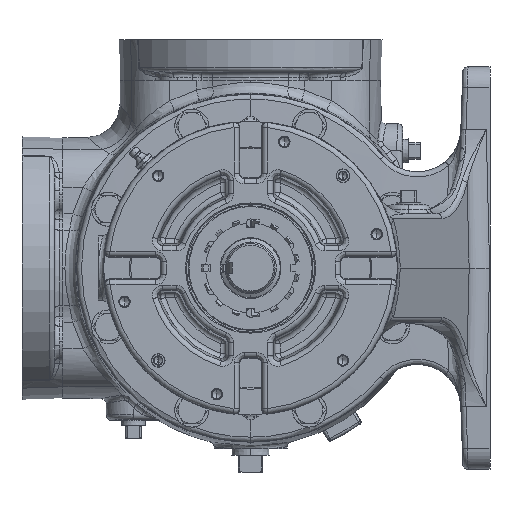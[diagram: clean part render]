
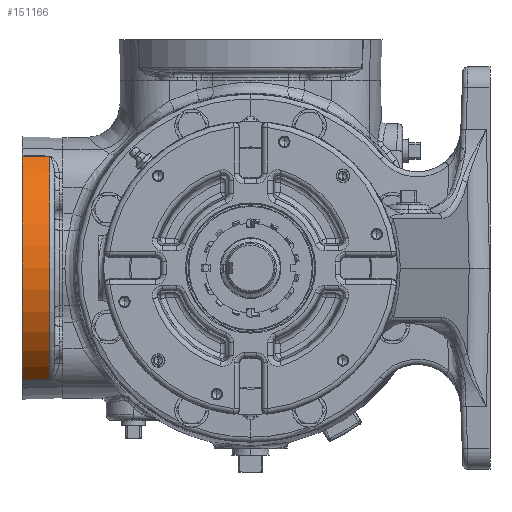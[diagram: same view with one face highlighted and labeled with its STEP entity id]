
A CAD part, left-side view. The second image highlights one B-rep face of the part: STEP entity #151166.
In plain terms, the highlighted conical face has half-angle 2 degrees and reference radius 76.351 mm.
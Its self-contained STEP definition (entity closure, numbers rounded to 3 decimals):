
#10706 = DIRECTION ( 'NONE',  ( 1., 0., 0. ) ) ;
#11110 = ORIENTED_EDGE ( 'NONE', *, *, #12452, .F. ) ;
#12452 = EDGE_CURVE ( 'NONE', #138682, #47126, #150923, .T. ) ;
#18591 = CARTESIAN_POINT ( 'NONE',  ( 31.875, 117.242, 64.965 ) ) ;
#28498 = ORIENTED_EDGE ( 'NONE', *, *, #201620, .T. ) ;
#35565 = VERTEX_POINT ( 'NONE', #18591 ) ;
#45174 = AXIS2_PLACEMENT_3D ( 'NONE', #133852, #66274, #99508 ) ;
#47126 = VERTEX_POINT ( 'NONE', #212881 ) ;
#53763 = CARTESIAN_POINT ( 'NONE',  ( 31.542, 133.35, -65.422 ) ) ;
#55738 = AXIS2_PLACEMENT_3D ( 'NONE', #97843, #165538, #10706 ) ;
#60321 = CARTESIAN_POINT ( 'NONE',  ( 31.653, 127.981, -65.269 ) ) ;
#66274 = DIRECTION ( 'NONE',  ( 0., 1., 0. ) ) ;
#70397 = EDGE_CURVE ( 'NONE', #138682, #163150, #180134, .T. ) ;
#76899 = ORIENTED_EDGE ( 'NONE', *, *, #170353, .T. ) ;
#78616 = CARTESIAN_POINT ( 'NONE',  ( 31.764, 122.611, -65.117 ) ) ;
#83747 = CARTESIAN_POINT ( 'NONE',  ( 31.764, 122.611, 65.117 ) ) ;
#97843 = CARTESIAN_POINT ( 'NONE',  ( 70.612, 133.35, 0. ) ) ;
#99508 = DIRECTION ( 'NONE',  ( 1., 0., 0. ) ) ;
#114170 = AXIS2_PLACEMENT_3D ( 'NONE', #119698, #206831, #139148 ) ;
#115256 = CARTESIAN_POINT ( 'NONE',  ( 31.542, 133.35, -65.422 ) ) ;
#119698 = CARTESIAN_POINT ( 'NONE',  ( 70.612, 117.242, 0. ) ) ;
#130190 = CARTESIAN_POINT ( 'NONE',  ( 31.875, 117.242, -64.965 ) ) ;
#133852 = CARTESIAN_POINT ( 'NONE',  ( 70.612, 137.668, 0. ) ) ;
#135309 = CARTESIAN_POINT ( 'NONE',  ( 31.653, 127.981, 65.269 ) ) ;
#138682 = VERTEX_POINT ( 'NONE', #53763 ) ;
#139148 = DIRECTION ( 'NONE',  ( -1., 0., 0. ) ) ;
#144826 = ORIENTED_EDGE ( 'NONE', *, *, #70397, .T. ) ;
#146422 = B_SPLINE_CURVE_WITH_KNOTS ( 'NONE', 3,
 ( #222462, #83747, #135309, #205264 ),
 .UNSPECIFIED., .F., .F.,
 ( 4, 4 ),
 ( 0., 0.016 ),
 .UNSPECIFIED. ) ;
#150923 = CIRCLE ( 'NONE', #55738, 76.2 ) ;
#151166 = ADVANCED_FACE ( 'Defeatured_0_704', ( #207220 ), #187900, .T. ) ;
#154585 = EDGE_LOOP ( 'NONE', ( #11110, #144826, #28498, #76899 ) ) ;
#163150 = VERTEX_POINT ( 'NONE', #194758 ) ;
#165538 = DIRECTION ( 'NONE',  ( 0., 1., 0. ) ) ;
#170353 = EDGE_CURVE ( 'NONE', #35565, #47126, #146422, .T. ) ;
#180134 = B_SPLINE_CURVE_WITH_KNOTS ( 'NONE', 3,
 ( #115256, #60321, #78616, #130190 ),
 .UNSPECIFIED., .F., .F.,
 ( 4, 4 ),
 ( 0.004, 0.02 ),
 .UNSPECIFIED. ) ;
#187900 = CONICAL_SURFACE ( 'NONE', #45174, 76.351, 0.035 ) ;
#194758 = CARTESIAN_POINT ( 'NONE',  ( 31.875, 117.242, -64.965 ) ) ;
#201620 = EDGE_CURVE ( 'NONE', #163150, #35565, #205647, .T. ) ;
#205264 = CARTESIAN_POINT ( 'NONE',  ( 31.542, 133.35, 65.422 ) ) ;
#205647 = CIRCLE ( 'NONE', #114170, 75.637 ) ;
#206831 = DIRECTION ( 'NONE',  ( 0., 1., 0. ) ) ;
#207220 = FACE_OUTER_BOUND ( 'NONE', #154585, .T. ) ;
#212881 = CARTESIAN_POINT ( 'NONE',  ( 31.542, 133.35, 65.422 ) ) ;
#222462 = CARTESIAN_POINT ( 'NONE',  ( 31.875, 117.242, 64.965 ) ) ;
